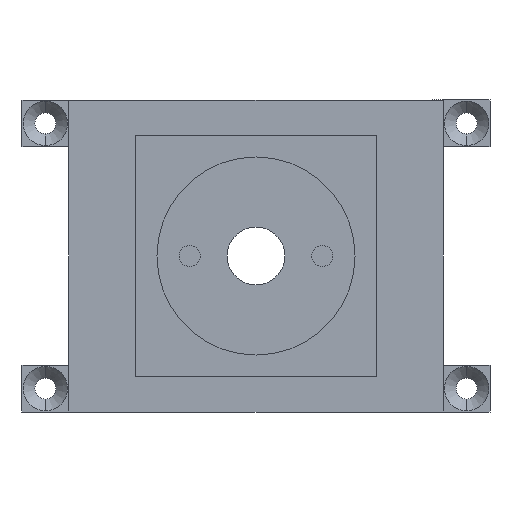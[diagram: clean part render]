
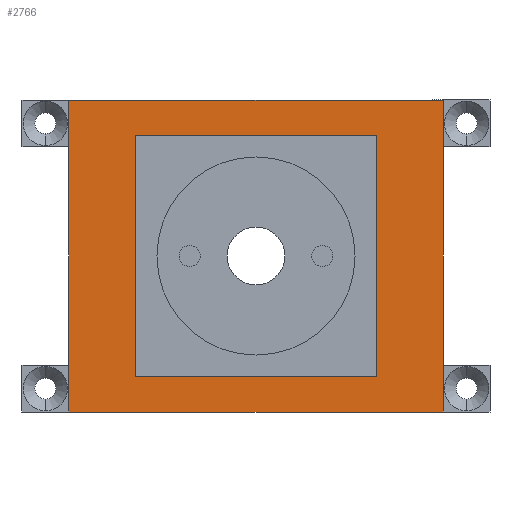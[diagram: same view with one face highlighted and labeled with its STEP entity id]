
A CAD part, front view. The second image highlights one B-rep face of the part: STEP entity #2766.
In plain terms, the highlighted planar face has unit normal (0, -1, 0).
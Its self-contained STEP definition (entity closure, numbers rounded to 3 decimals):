
#31 = CARTESIAN_POINT ( 'NONE',  ( 4., -2., -40. ) ) ;
#49 = CARTESIAN_POINT ( 'NONE',  ( -35.5, -2., -35.5 ) ) ;
#81 = DIRECTION ( 'NONE',  ( 0., 0., 1. ) ) ;
#95 = AXIS2_PLACEMENT_3D ( 'NONE', #2630, #2603, #596 ) ;
#172 = VERTEX_POINT ( 'NONE', #49 ) ;
#176 = CARTESIAN_POINT ( 'NONE',  ( 0., -2., -40. ) ) ;
#269 = EDGE_CURVE ( 'NONE', #1689, #2826, #955, .T. ) ;
#314 = EDGE_CURVE ( 'NONE', #2781, #441, #1022, .T. ) ;
#315 = LINE ( 'NONE', #2806, #829 ) ;
#353 = ORIENTED_EDGE ( 'NONE', *, *, #2752, .F. ) ;
#360 = CARTESIAN_POINT ( 'NONE',  ( -35.5, -2., -4.5 ) ) ;
#369 = VERTEX_POINT ( 'NONE', #1036 ) ;
#403 = VECTOR ( 'NONE', #2048, 1000. ) ;
#441 = VERTEX_POINT ( 'NONE', #649 ) ;
#443 = CARTESIAN_POINT ( 'NONE',  ( -35.5, -2., -35.5 ) ) ;
#449 = EDGE_CURVE ( 'NONE', #172, #369, #2698, .T. ) ;
#479 = LINE ( 'NONE', #942, #2344 ) ;
#488 = DIRECTION ( 'NONE',  ( 0., 0., -1. ) ) ;
#490 = EDGE_LOOP ( 'NONE', ( #2472, #2746, #1483, #2381 ) ) ;
#559 = CARTESIAN_POINT ( 'NONE',  ( 0., -2., 0. ) ) ;
#596 = DIRECTION ( 'NONE',  ( 0., 0., -1. ) ) ;
#649 = CARTESIAN_POINT ( 'NONE',  ( -44., -2., 0. ) ) ;
#728 = CARTESIAN_POINT ( 'NONE',  ( -35.5, -2., -4.5 ) ) ;
#746 = DIRECTION ( 'NONE',  ( -1., 0., 0. ) ) ;
#829 = VECTOR ( 'NONE', #81, 1000. ) ;
#850 = FACE_OUTER_BOUND ( 'NONE', #490, .T. ) ;
#942 = CARTESIAN_POINT ( 'NONE',  ( -4.5, -2., -4.5 ) ) ;
#955 = LINE ( 'NONE', #728, #2310 ) ;
#1022 = LINE ( 'NONE', #559, #1681 ) ;
#1036 = CARTESIAN_POINT ( 'NONE',  ( -4.5, -2., -35.5 ) ) ;
#1104 = ORIENTED_EDGE ( 'NONE', *, *, #269, .F. ) ;
#1154 = EDGE_CURVE ( 'NONE', #1522, #2781, #315, .T. ) ;
#1217 = VERTEX_POINT ( 'NONE', #2235 ) ;
#1244 = CARTESIAN_POINT ( 'NONE',  ( -44., -2., 0. ) ) ;
#1334 = EDGE_CURVE ( 'NONE', #1217, #1522, #2692, .T. ) ;
#1422 = LINE ( 'NONE', #1244, #2066 ) ;
#1483 = ORIENTED_EDGE ( 'NONE', *, *, #314, .T. ) ;
#1522 = VERTEX_POINT ( 'NONE', #31 ) ;
#1593 = ORIENTED_EDGE ( 'NONE', *, *, #2226, .F. ) ;
#1681 = VECTOR ( 'NONE', #2166, 1000. ) ;
#1689 = VERTEX_POINT ( 'NONE', #2847 ) ;
#1853 = VECTOR ( 'NONE', #488, 1000. ) ;
#1885 = LINE ( 'NONE', #2757, #1853 ) ;
#1956 = PLANE ( 'NONE',  #95 ) ;
#2048 = DIRECTION ( 'NONE',  ( 1., 0., 0. ) ) ;
#2066 = VECTOR ( 'NONE', #2370, 1000. ) ;
#2158 = VECTOR ( 'NONE', #2883, 1000. ) ;
#2166 = DIRECTION ( 'NONE',  ( -1., 0., 0. ) ) ;
#2226 = EDGE_CURVE ( 'NONE', #369, #1689, #479, .T. ) ;
#2235 = CARTESIAN_POINT ( 'NONE',  ( -44., -2., -40. ) ) ;
#2265 = EDGE_CURVE ( 'NONE', #1217, #441, #1422, .T. ) ;
#2310 = VECTOR ( 'NONE', #746, 1000. ) ;
#2344 = VECTOR ( 'NONE', #2699, 1000. ) ;
#2370 = DIRECTION ( 'NONE',  ( 0., 0., 1. ) ) ;
#2378 = CARTESIAN_POINT ( 'NONE',  ( 4., -2., 0. ) ) ;
#2381 = ORIENTED_EDGE ( 'NONE', *, *, #2265, .F. ) ;
#2408 = FACE_BOUND ( 'NONE', #2819, .T. ) ;
#2472 = ORIENTED_EDGE ( 'NONE', *, *, #1334, .T. ) ;
#2603 = DIRECTION ( 'NONE',  ( 0., -1., 0. ) ) ;
#2630 = CARTESIAN_POINT ( 'NONE',  ( 0., -2., 0. ) ) ;
#2633 = ORIENTED_EDGE ( 'NONE', *, *, #449, .F. ) ;
#2692 = LINE ( 'NONE', #176, #2158 ) ;
#2698 = LINE ( 'NONE', #443, #403 ) ;
#2699 = DIRECTION ( 'NONE',  ( 0., 0., 1. ) ) ;
#2746 = ORIENTED_EDGE ( 'NONE', *, *, #1154, .T. ) ;
#2752 = EDGE_CURVE ( 'NONE', #2826, #172, #1885, .T. ) ;
#2757 = CARTESIAN_POINT ( 'NONE',  ( -35.5, -2., -4.5 ) ) ;
#2766 = ADVANCED_FACE ( 'NONE', ( #850, #2408 ), #1956, .T. ) ;
#2781 = VERTEX_POINT ( 'NONE', #2378 ) ;
#2806 = CARTESIAN_POINT ( 'NONE',  ( 4., -2., 0. ) ) ;
#2819 = EDGE_LOOP ( 'NONE', ( #2633, #353, #1104, #1593 ) ) ;
#2826 = VERTEX_POINT ( 'NONE', #360 ) ;
#2847 = CARTESIAN_POINT ( 'NONE',  ( -4.5, -2., -4.5 ) ) ;
#2883 = DIRECTION ( 'NONE',  ( 1., 0., 0. ) ) ;
